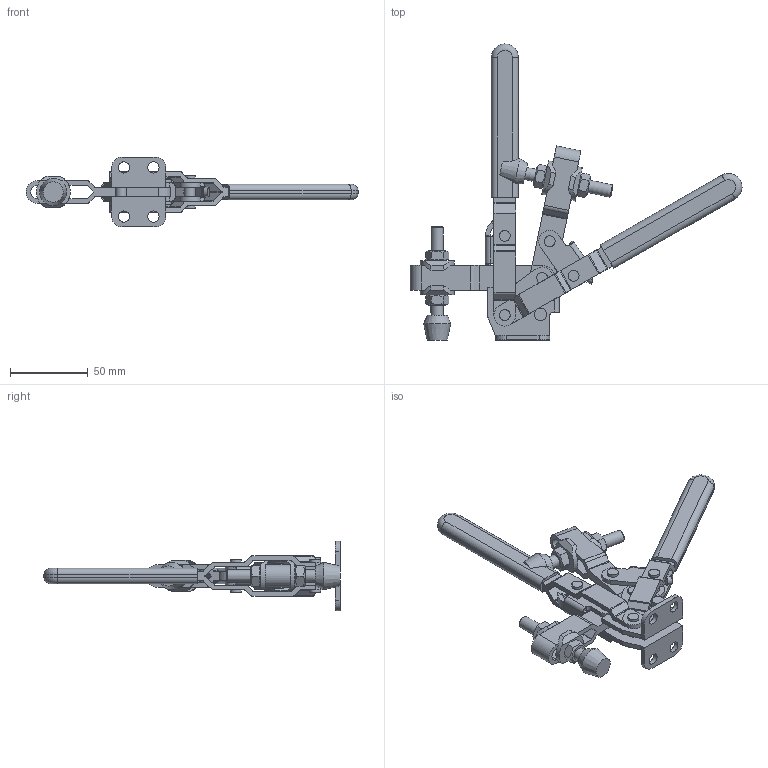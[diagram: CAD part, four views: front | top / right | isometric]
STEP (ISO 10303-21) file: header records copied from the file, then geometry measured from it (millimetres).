
FILE_DESCRIPTION((''),'2;1');
FILE_NAME('TD_2_07_U_TUENKERS.stp','2011-02-04T08:52:40',('huberm'),(''),'Autodesk Inventor 2010','Autodesk Inventor 2010','');
FILE_SCHEMA(('AUTOMOTIVE_DESIGN { 1 0 10303 214 1 1 1 1 }'));
Length unit declared in the file: millimetre
Products named in the file (1): Bauteil2
Bounding box: 213.57 x 190.5 x 45 mm (x, y, z)
Volume: 100541.6 mm3; surface area: 51292.2 mm2
Topology: 1 solids, 1 shells, 463 faces, 1321 edges, 851 vertices
Faces by surface type: plane 231, cylinder 143, bspline 71, cone 14, torus 4
Full cylindrical faces by diameter (mm): 7 x15, 8 x7, 9.5 x4
Entity records: 15878 total; most frequent: CARTESIAN_POINT 3572, ORIENTED_EDGE 2524, DIRECTION 2401, EDGE_CURVE 1262, AXIS2_PLACEMENT_3D 836, VERTEX_POINT 833, VECTOR 729, LINE 729
